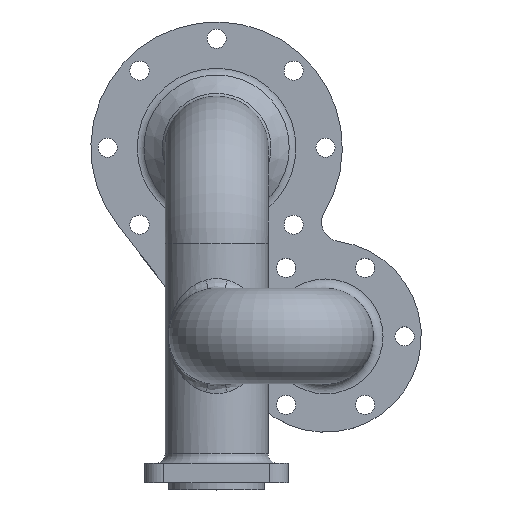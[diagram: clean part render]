
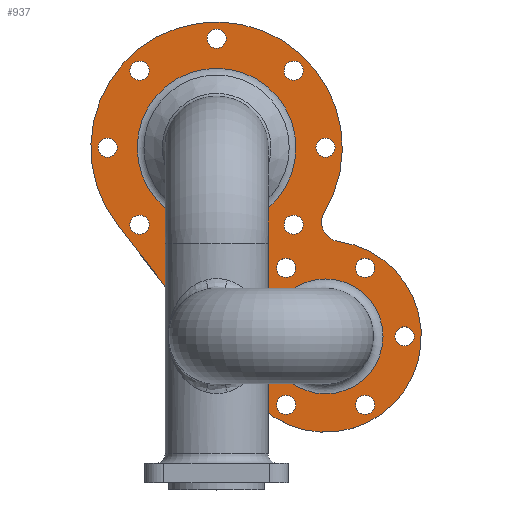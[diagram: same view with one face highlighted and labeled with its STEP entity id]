
A CAD part, top view. The second image highlights one B-rep face of the part: STEP entity #937.
In plain terms, the highlighted planar face has unit normal (0, 0, 1).
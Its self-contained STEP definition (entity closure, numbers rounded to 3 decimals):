
#91=LINE('',#1462,#113);
#113=VECTOR('',#1176,90.137);
#135=PLANE('',#1001);
#147=FACE_BOUND('',#287,.T.);
#148=FACE_BOUND('',#288,.T.);
#149=FACE_BOUND('',#289,.T.);
#150=FACE_BOUND('',#290,.T.);
#151=FACE_BOUND('',#291,.T.);
#152=FACE_BOUND('',#292,.T.);
#153=FACE_BOUND('',#293,.T.);
#154=FACE_BOUND('',#294,.T.);
#155=FACE_BOUND('',#295,.T.);
#156=FACE_BOUND('',#296,.T.);
#157=FACE_BOUND('',#297,.T.);
#158=FACE_BOUND('',#298,.T.);
#159=FACE_BOUND('',#299,.T.);
#160=FACE_BOUND('',#300,.T.);
#161=FACE_BOUND('',#301,.T.);
#162=FACE_BOUND('',#302,.T.);
#163=FACE_BOUND('',#303,.T.);
#287=EDGE_LOOP('',(#707));
#288=EDGE_LOOP('',(#708));
#289=EDGE_LOOP('',(#709));
#290=EDGE_LOOP('',(#710));
#291=EDGE_LOOP('',(#711));
#292=EDGE_LOOP('',(#712));
#293=EDGE_LOOP('',(#713));
#294=EDGE_LOOP('',(#714));
#295=EDGE_LOOP('',(#715));
#296=EDGE_LOOP('',(#716));
#297=EDGE_LOOP('',(#717));
#298=EDGE_LOOP('',(#718));
#299=EDGE_LOOP('',(#719));
#300=EDGE_LOOP('',(#720));
#301=EDGE_LOOP('',(#721));
#302=EDGE_LOOP('',(#722,#723,#724,#725));
#303=EDGE_LOOP('',(#726));
#425=CIRCLE('',#1000,33.157);
#426=CIRCLE('',#1002,24.);
#427=CIRCLE('',#1003,4.);
#428=CIRCLE('',#1004,4.);
#429=CIRCLE('',#1005,4.);
#430=CIRCLE('',#1006,4.);
#431=CIRCLE('',#1007,4.);
#432=CIRCLE('',#1008,4.);
#433=CIRCLE('',#1009,4.);
#434=CIRCLE('',#1010,4.);
#435=CIRCLE('',#1011,4.);
#436=CIRCLE('',#1012,4.);
#437=CIRCLE('',#1013,4.);
#438=CIRCLE('',#1014,4.);
#439=CIRCLE('',#1015,4.);
#440=CIRCLE('',#1016,4.);
#441=CIRCLE('',#1017,40.);
#442=CIRCLE('',#1018,8.);
#443=CIRCLE('',#1019,52.5);
#501=VERTEX_POINT('',#1422);
#502=VERTEX_POINT('',#1425);
#503=VERTEX_POINT('',#1427);
#504=VERTEX_POINT('',#1429);
#505=VERTEX_POINT('',#1431);
#506=VERTEX_POINT('',#1433);
#507=VERTEX_POINT('',#1435);
#508=VERTEX_POINT('',#1437);
#509=VERTEX_POINT('',#1439);
#510=VERTEX_POINT('',#1441);
#511=VERTEX_POINT('',#1443);
#512=VERTEX_POINT('',#1445);
#513=VERTEX_POINT('',#1447);
#514=VERTEX_POINT('',#1449);
#515=VERTEX_POINT('',#1451);
#516=VERTEX_POINT('',#1453);
#517=VERTEX_POINT('',#1455);
#518=VERTEX_POINT('',#1456);
#519=VERTEX_POINT('',#1458);
#520=VERTEX_POINT('',#1460);
#594=EDGE_CURVE('',#501,#501,#425,.T.);
#595=EDGE_CURVE('',#502,#502,#426,.T.);
#596=EDGE_CURVE('',#503,#503,#427,.T.);
#597=EDGE_CURVE('',#504,#504,#428,.T.);
#598=EDGE_CURVE('',#505,#505,#429,.T.);
#599=EDGE_CURVE('',#506,#506,#430,.T.);
#600=EDGE_CURVE('',#507,#507,#431,.T.);
#601=EDGE_CURVE('',#508,#508,#432,.T.);
#602=EDGE_CURVE('',#509,#509,#433,.T.);
#603=EDGE_CURVE('',#510,#510,#434,.T.);
#604=EDGE_CURVE('',#511,#511,#435,.T.);
#605=EDGE_CURVE('',#512,#512,#436,.T.);
#606=EDGE_CURVE('',#513,#513,#437,.T.);
#607=EDGE_CURVE('',#514,#514,#438,.T.);
#608=EDGE_CURVE('',#515,#515,#439,.T.);
#609=EDGE_CURVE('',#516,#516,#440,.T.);
#610=EDGE_CURVE('',#517,#518,#441,.T.);
#611=EDGE_CURVE('',#519,#517,#442,.T.);
#612=EDGE_CURVE('',#520,#519,#443,.T.);
#613=EDGE_CURVE('',#518,#520,#91,.T.);
#707=ORIENTED_EDGE('',*,*,#595,.F.);
#708=ORIENTED_EDGE('',*,*,#596,.T.);
#709=ORIENTED_EDGE('',*,*,#597,.T.);
#710=ORIENTED_EDGE('',*,*,#598,.T.);
#711=ORIENTED_EDGE('',*,*,#599,.T.);
#712=ORIENTED_EDGE('',*,*,#600,.T.);
#713=ORIENTED_EDGE('',*,*,#601,.T.);
#714=ORIENTED_EDGE('',*,*,#602,.T.);
#715=ORIENTED_EDGE('',*,*,#603,.T.);
#716=ORIENTED_EDGE('',*,*,#604,.T.);
#717=ORIENTED_EDGE('',*,*,#605,.T.);
#718=ORIENTED_EDGE('',*,*,#606,.T.);
#719=ORIENTED_EDGE('',*,*,#607,.T.);
#720=ORIENTED_EDGE('',*,*,#608,.T.);
#721=ORIENTED_EDGE('',*,*,#609,.T.);
#722=ORIENTED_EDGE('',*,*,#610,.F.);
#723=ORIENTED_EDGE('',*,*,#611,.F.);
#724=ORIENTED_EDGE('',*,*,#612,.F.);
#725=ORIENTED_EDGE('',*,*,#613,.F.);
#726=ORIENTED_EDGE('',*,*,#594,.F.);
#937=ADVANCED_FACE('',(#147,#148,#149,#150,#151,#152,#153,#154,#155,#156,
#157,#158,#159,#160,#161,#162,#163),#135,.T.);
#1000=AXIS2_PLACEMENT_3D('',#1423,#1136,#1137);
#1001=AXIS2_PLACEMENT_3D('',#1424,#1138,#1139);
#1002=AXIS2_PLACEMENT_3D('',#1426,#1140,#1141);
#1003=AXIS2_PLACEMENT_3D('',#1428,#1142,#1143);
#1004=AXIS2_PLACEMENT_3D('',#1430,#1144,#1145);
#1005=AXIS2_PLACEMENT_3D('',#1432,#1146,#1147);
#1006=AXIS2_PLACEMENT_3D('',#1434,#1148,#1149);
#1007=AXIS2_PLACEMENT_3D('',#1436,#1150,#1151);
#1008=AXIS2_PLACEMENT_3D('',#1438,#1152,#1153);
#1009=AXIS2_PLACEMENT_3D('',#1440,#1154,#1155);
#1010=AXIS2_PLACEMENT_3D('',#1442,#1156,#1157);
#1011=AXIS2_PLACEMENT_3D('',#1444,#1158,#1159);
#1012=AXIS2_PLACEMENT_3D('',#1446,#1160,#1161);
#1013=AXIS2_PLACEMENT_3D('',#1448,#1162,#1163);
#1014=AXIS2_PLACEMENT_3D('',#1450,#1164,#1165);
#1015=AXIS2_PLACEMENT_3D('',#1452,#1166,#1167);
#1016=AXIS2_PLACEMENT_3D('',#1454,#1168,#1169);
#1017=AXIS2_PLACEMENT_3D('',#1457,#1170,#1171);
#1018=AXIS2_PLACEMENT_3D('',#1459,#1172,#1173);
#1019=AXIS2_PLACEMENT_3D('',#1461,#1174,#1175);
#1136=DIRECTION('center_axis',(0.,0.,1.));
#1137=DIRECTION('ref_axis',(0.,-1.,0.));
#1138=DIRECTION('center_axis',(0.,0.,1.));
#1139=DIRECTION('ref_axis',(1.,0.,0.));
#1140=DIRECTION('center_axis',(0.,0.,1.));
#1141=DIRECTION('ref_axis',(-1.,0.,0.));
#1142=DIRECTION('center_axis',(0.,0.,-1.));
#1143=DIRECTION('ref_axis',(0.707,0.707,0.));
#1144=DIRECTION('center_axis',(0.,0.,-1.));
#1145=DIRECTION('ref_axis',(0.,1.,0.));
#1146=DIRECTION('center_axis',(0.,0.,-1.));
#1147=DIRECTION('ref_axis',(-0.707,0.707,0.));
#1148=DIRECTION('center_axis',(0.,0.,-1.));
#1149=DIRECTION('ref_axis',(-1.,0.,0.));
#1150=DIRECTION('center_axis',(0.,0.,-1.));
#1151=DIRECTION('ref_axis',(-0.707,-0.707,0.));
#1152=DIRECTION('center_axis',(0.,0.,-1.));
#1153=DIRECTION('ref_axis',(0.,-1.,0.));
#1154=DIRECTION('center_axis',(0.,0.,-1.));
#1155=DIRECTION('ref_axis',(0.707,-0.707,0.));
#1156=DIRECTION('center_axis',(0.,0.,-1.));
#1157=DIRECTION('ref_axis',(1.,0.,0.));
#1158=DIRECTION('center_axis',(0.,0.,-1.));
#1159=DIRECTION('ref_axis',(0.5,-0.866,0.));
#1160=DIRECTION('center_axis',(0.,0.,-1.));
#1161=DIRECTION('ref_axis',(-0.5,-0.866,0.));
#1162=DIRECTION('center_axis',(0.,0.,-1.));
#1163=DIRECTION('ref_axis',(-1.,0.,0.));
#1164=DIRECTION('center_axis',(0.,0.,-1.));
#1165=DIRECTION('ref_axis',(-0.5,0.866,0.));
#1166=DIRECTION('center_axis',(0.,0.,-1.));
#1167=DIRECTION('ref_axis',(0.5,0.866,0.));
#1168=DIRECTION('center_axis',(0.,0.,-1.));
#1169=DIRECTION('ref_axis',(1.,0.,0.));
#1170=DIRECTION('center_axis',(0.,0.,-1.));
#1171=DIRECTION('ref_axis',(-0.789,-0.614,0.));
#1172=DIRECTION('center_axis',(0.,0.,1.));
#1173=DIRECTION('ref_axis',(0.79,-0.613,0.));
#1174=DIRECTION('center_axis',(0.,0.,-1.));
#1175=DIRECTION('ref_axis',(0.857,-0.516,0.));
#1176=DIRECTION('',(-0.614,0.789,0.));
#1422=CARTESIAN_POINT('',(-45.5,111.965,10.));
#1423=CARTESIAN_POINT('Origin',(-45.5,78.808,10.));
#1424=CARTESIAN_POINT('Origin',(-28.114,44.629,10.));
#1425=CARTESIAN_POINT('',(24.,0.,10.));
#1426=CARTESIAN_POINT('Origin',(0.,0.,10.));
#1427=CARTESIAN_POINT('',(-74.845,113.81,10.));
#1428=CARTESIAN_POINT('Origin',(-77.673,110.982,10.));
#1429=CARTESIAN_POINT('',(-91.,82.808,10.));
#1430=CARTESIAN_POINT('Origin',(-91.,78.808,10.));
#1431=CARTESIAN_POINT('',(-80.502,49.463,10.));
#1432=CARTESIAN_POINT('Origin',(-77.673,46.635,10.));
#1433=CARTESIAN_POINT('',(-49.5,33.308,10.));
#1434=CARTESIAN_POINT('Origin',(-45.5,33.308,10.));
#1435=CARTESIAN_POINT('',(-16.155,43.807,10.));
#1436=CARTESIAN_POINT('Origin',(-13.327,46.635,10.));
#1437=CARTESIAN_POINT('',(0.,74.808,10.));
#1438=CARTESIAN_POINT('Origin',(0.,78.808,10.));
#1439=CARTESIAN_POINT('',(-10.498,108.153,10.));
#1440=CARTESIAN_POINT('Origin',(-13.327,110.982,10.));
#1441=CARTESIAN_POINT('',(-41.5,124.308,10.));
#1442=CARTESIAN_POINT('Origin',(-45.5,124.308,10.));
#1443=CARTESIAN_POINT('',(18.5,-32.043,10.));
#1444=CARTESIAN_POINT('Origin',(16.5,-28.579,10.));
#1445=CARTESIAN_POINT('',(-18.5,-32.043,10.));
#1446=CARTESIAN_POINT('Origin',(-16.5,-28.579,10.));
#1447=CARTESIAN_POINT('',(-37.,0.,10.));
#1448=CARTESIAN_POINT('Origin',(-33.,0.,10.));
#1449=CARTESIAN_POINT('',(-18.5,32.043,10.));
#1450=CARTESIAN_POINT('Origin',(-16.5,28.579,10.));
#1451=CARTESIAN_POINT('',(18.5,32.043,10.));
#1452=CARTESIAN_POINT('Origin',(16.5,28.579,10.));
#1453=CARTESIAN_POINT('',(37.,0.,10.));
#1454=CARTESIAN_POINT('Origin',(33.,0.,10.));
#1455=CARTESIAN_POINT('',(5.266,39.652,10.));
#1456=CARTESIAN_POINT('',(-31.565,-24.569,10.));
#1457=CARTESIAN_POINT('Origin',(0.,0.,10.));
#1458=CARTESIAN_POINT('',(-0.533,51.711,10.));
#1459=CARTESIAN_POINT('Origin',(6.319,47.582,10.));
#1460=CARTESIAN_POINT('',(-86.93,46.562,10.));
#1461=CARTESIAN_POINT('Origin',(-45.5,78.808,10.));
#1462=CARTESIAN_POINT('',(-86.93,46.562,10.));
